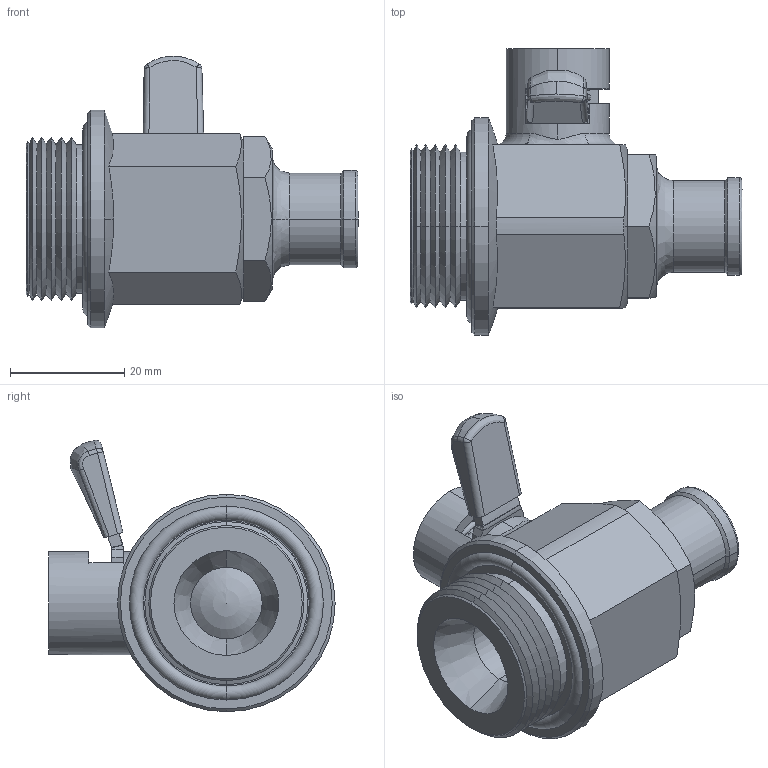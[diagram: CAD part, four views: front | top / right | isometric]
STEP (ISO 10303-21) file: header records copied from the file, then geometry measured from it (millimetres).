
FILE_DESCRIPTION (( 'STEP AP203' ), '1' );
FILE_NAME ('L-H.STEP', '2015-10-30T04:37:26', ( '微软用户' ), ( '微软中国' ), 'SwSTEP 2.0', 'SolidWorks 2010', '' );
FILE_SCHEMA (( 'CONFIG_CONTROL_DESIGN' ));
Length unit declared in the file: millimetre
Products named in the file (12): L炵蹈尨砩芞; 概裝; 4.-1.9; 忒梟L; 粟銅; L-球; す菜; 縐銅; 球座; O型圈29-2.5; L-EZO-H; L-H
Assembly tree (12 placements, depth 2):
  L-H
    球座  x2
    忒梟L
    L-球
    L炵蹈尨砩芞
    L-EZO-H
    す菜
    概裝
    粟銅
    縐銅
    4.-1.9
    O型圈29-2.5
Bounding box: 58 x 50 x 47.45 mm (x, y, z)
Volume: 28119.1 mm3; surface area: 20234.1 mm2
Topology: 12 solids, 12 shells, 314 faces, 727 edges, 445 vertices
Faces by surface type: plane 108, cylinder 87, cone 64, torus 28, bspline 19, sphere 8
Entity records: 14034 total; most frequent: CARTESIAN_POINT 5833, DIRECTION 1539, ORIENTED_EDGE 1382, EDGE_CURVE 691, AXIS2_PLACEMENT_3D 614, VERTEX_POINT 425, EDGE_LOOP 330, CIRCLE 320
